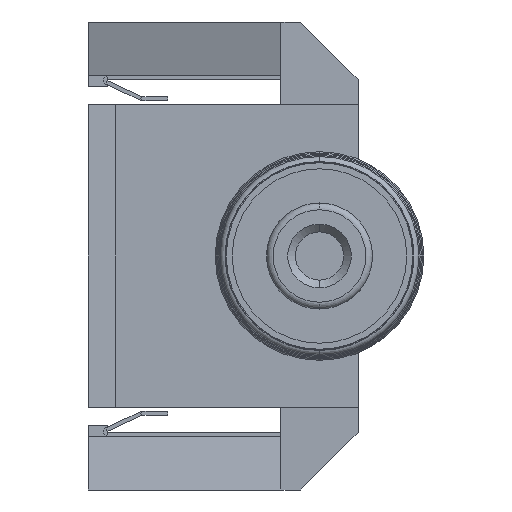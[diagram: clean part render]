
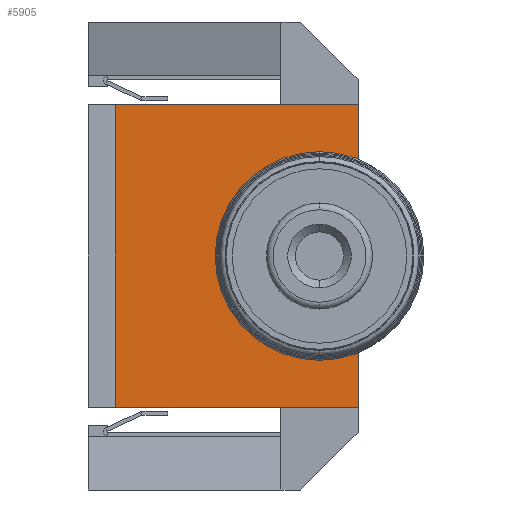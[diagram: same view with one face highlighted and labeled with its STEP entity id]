
A CAD part, left-side view. The second image highlights one B-rep face of the part: STEP entity #5905.
In plain terms, the highlighted planar face has unit normal (-1, 0, 0).
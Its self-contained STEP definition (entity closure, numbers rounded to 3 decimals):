
#9 = EDGE_CURVE ( 'NONE', #274, #4982, #4083, .T. ) ;
#194 = DIRECTION ( 'NONE',  ( 0., 0., -1. ) ) ;
#274 = VERTEX_POINT ( 'NONE', #10014 ) ;
#613 = DIRECTION ( 'NONE',  ( 1., 0., 0. ) ) ;
#647 = PLANE ( 'NONE',  #1493 ) ;
#702 = CARTESIAN_POINT ( 'NONE',  ( 198.6, 0., 0. ) ) ;
#803 = VECTOR ( 'NONE', #194, 1000. ) ;
#960 = DIRECTION ( 'NONE',  ( 0., 0., -1. ) ) ;
#1149 = FACE_BOUND ( 'NONE', #1925, .T. ) ;
#1159 = AXIS2_PLACEMENT_3D ( 'NONE', #3450, #6557, #960 ) ;
#1269 = AXIS2_PLACEMENT_3D ( 'NONE', #702, #1476, #5270 ) ;
#1320 = VERTEX_POINT ( 'NONE', #10042 ) ;
#1405 = ORIENTED_EDGE ( 'NONE', *, *, #9532, .F. ) ;
#1476 = DIRECTION ( 'NONE',  ( -1., 0., 0. ) ) ;
#1493 = AXIS2_PLACEMENT_3D ( 'NONE', #2952, #613, #7003 ) ;
#1778 = CARTESIAN_POINT ( 'NONE',  ( 198.6, 10.6, 7.835 ) ) ;
#1925 = EDGE_LOOP ( 'NONE', ( #4400, #1405 ) ) ;
#1966 = VECTOR ( 'NONE', #5601, 1000. ) ;
#2320 = EDGE_LOOP ( 'NONE', ( #2471, #3805, #3220, #8339 ) ) ;
#2332 = VERTEX_POINT ( 'NONE', #1778 ) ;
#2471 = ORIENTED_EDGE ( 'NONE', *, *, #3022, .F. ) ;
#2540 = CIRCLE ( 'NONE', #1159, 1.15 ) ;
#2549 = DIRECTION ( 'NONE',  ( 0., 0., 1. ) ) ;
#2824 = EDGE_CURVE ( 'NONE', #2332, #274, #9368, .T. ) ;
#2952 = CARTESIAN_POINT ( 'NONE',  ( 198.6, 2., 7.835 ) ) ;
#3022 = EDGE_CURVE ( 'NONE', #2332, #1320, #6311, .T. ) ;
#3220 = ORIENTED_EDGE ( 'NONE', *, *, #9, .T. ) ;
#3450 = CARTESIAN_POINT ( 'NONE',  ( 198.6, 0., 0. ) ) ;
#3627 = CARTESIAN_POINT ( 'NONE',  ( 198.6, 10.6, 12.007 ) ) ;
#3778 = CARTESIAN_POINT ( 'NONE',  ( 198.6, 0., 1.15 ) ) ;
#3805 = ORIENTED_EDGE ( 'NONE', *, *, #2824, .T. ) ;
#4045 = CARTESIAN_POINT ( 'NONE',  ( 198.6, 2., -7.835 ) ) ;
#4083 = LINE ( 'NONE', #4045, #1966 ) ;
#4117 = LINE ( 'NONE', #8879, #5942 ) ;
#4400 = ORIENTED_EDGE ( 'NONE', *, *, #4835, .F. ) ;
#4692 = DIRECTION ( 'NONE',  ( 0., -1., 0. ) ) ;
#4720 = CIRCLE ( 'NONE', #1269, 1.15 ) ;
#4731 = CARTESIAN_POINT ( 'NONE',  ( 198.6, 2., 7.835 ) ) ;
#4803 = CARTESIAN_POINT ( 'NONE',  ( 198.6, 0., -1.15 ) ) ;
#4835 = EDGE_CURVE ( 'NONE', #7102, #9003, #2540, .T. ) ;
#4982 = VERTEX_POINT ( 'NONE', #8860 ) ;
#5270 = DIRECTION ( 'NONE',  ( 0., 0., -1. ) ) ;
#5601 = DIRECTION ( 'NONE',  ( 0., -1., 0. ) ) ;
#5905 = ADVANCED_FACE ( 'NONE', ( #1149, #8062 ), #647, .F. ) ;
#5942 = VECTOR ( 'NONE', #2549, 1000. ) ;
#6220 = EDGE_CURVE ( 'NONE', #4982, #1320, #4117, .T. ) ;
#6311 = LINE ( 'NONE', #4731, #6717 ) ;
#6557 = DIRECTION ( 'NONE',  ( -1., 0., 0. ) ) ;
#6717 = VECTOR ( 'NONE', #4692, 1000. ) ;
#7003 = DIRECTION ( 'NONE',  ( 0., 0., -1. ) ) ;
#7102 = VERTEX_POINT ( 'NONE', #3778 ) ;
#8062 = FACE_OUTER_BOUND ( 'NONE', #2320, .T. ) ;
#8339 = ORIENTED_EDGE ( 'NONE', *, *, #6220, .T. ) ;
#8860 = CARTESIAN_POINT ( 'NONE',  ( 198.6, -2., -7.835 ) ) ;
#8879 = CARTESIAN_POINT ( 'NONE',  ( 198.6, -2., 7.835 ) ) ;
#9003 = VERTEX_POINT ( 'NONE', #4803 ) ;
#9368 = LINE ( 'NONE', #3627, #803 ) ;
#9532 = EDGE_CURVE ( 'NONE', #9003, #7102, #4720, .T. ) ;
#10014 = CARTESIAN_POINT ( 'NONE',  ( 198.6, 10.6, -7.835 ) ) ;
#10042 = CARTESIAN_POINT ( 'NONE',  ( 198.6, -2., 7.835 ) ) ;
